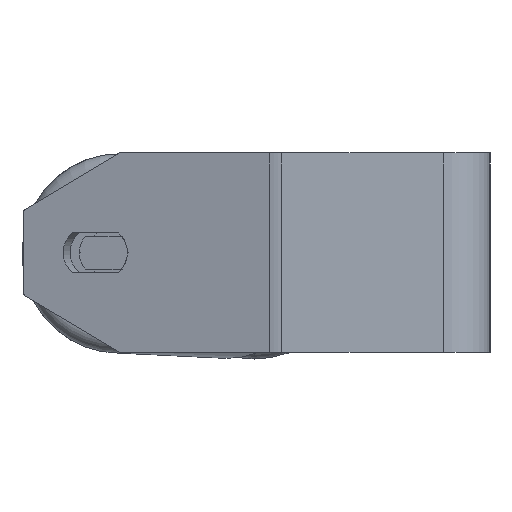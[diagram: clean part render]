
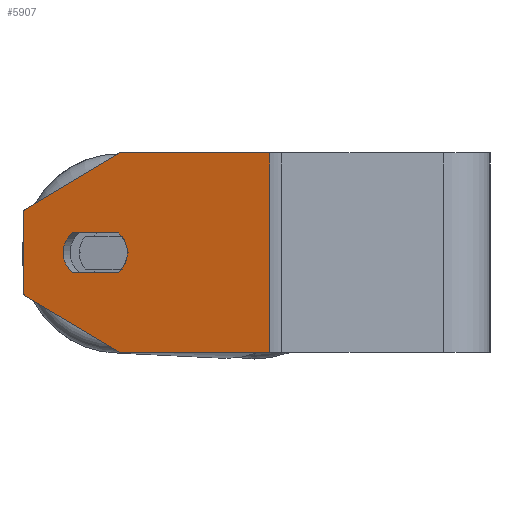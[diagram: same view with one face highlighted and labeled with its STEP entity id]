
A CAD part, left-side view. The second image highlights one B-rep face of the part: STEP entity #5907.
In plain terms, the highlighted planar face has unit normal (-0.966, 0.259, 0).
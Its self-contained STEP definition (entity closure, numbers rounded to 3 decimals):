
#48 = ORIENTED_EDGE ( 'NONE', *, *, #5622, .F. ) ;
#80 = CIRCLE ( 'NONE', #3250, 7.5 ) ;
#217 = VERTEX_POINT ( 'NONE', #3890 ) ;
#222 = VERTEX_POINT ( 'NONE', #6902 ) ;
#390 = DIRECTION ( 'NONE',  ( -0.259, -0.966, 0. ) ) ;
#409 = CARTESIAN_POINT ( 'NONE',  ( -259.523, 66.316, 30. ) ) ;
#417 = FACE_OUTER_BOUND ( 'NONE', #5725, .T. ) ;
#458 = CARTESIAN_POINT ( 'NONE',  ( -239.644, 140.506, 30. ) ) ;
#465 = EDGE_CURVE ( 'NONE', #619, #4208, #3088, .T. ) ;
#516 = CARTESIAN_POINT ( 'NONE',  ( -247.409, 111.528, -30. ) ) ;
#517 = CIRCLE ( 'NONE', #2039, 7.5 ) ;
#547 = VECTOR ( 'NONE', #7471, 1000. ) ;
#618 = VECTOR ( 'NONE', #8094, 1000. ) ;
#619 = VERTEX_POINT ( 'NONE', #5913 ) ;
#805 = ORIENTED_EDGE ( 'NONE', *, *, #465, .F. ) ;
#904 = VERTEX_POINT ( 'NONE', #516 ) ;
#1040 = ORIENTED_EDGE ( 'NONE', *, *, #4013, .T. ) ;
#1075 = DIRECTION ( 'NONE',  ( -0.966, 0.259, 0. ) ) ;
#1106 = DIRECTION ( 'NONE',  ( 0., 0., -1. ) ) ;
#1180 = LINE ( 'NONE', #5888, #3579 ) ;
#1429 = DIRECTION ( 'NONE',  ( -0.259, -0.966, 0. ) ) ;
#1497 = ORIENTED_EDGE ( 'NONE', *, *, #2868, .F. ) ;
#1565 = VECTOR ( 'NONE', #5288, 1000. ) ;
#1617 = VERTEX_POINT ( 'NONE', #7455 ) ;
#1641 = CARTESIAN_POINT ( 'NONE',  ( -239.644, 140.506, 12.679 ) ) ;
#1647 = CARTESIAN_POINT ( 'NONE',  ( -247.409, 111.528, -30. ) ) ;
#1794 = VERTEX_POINT ( 'NONE', #2853 ) ;
#1801 = CARTESIAN_POINT ( 'NONE',  ( -259.523, 66.316, 30. ) ) ;
#1944 = DIRECTION ( 'NONE',  ( -0.966, 0.259, 0. ) ) ;
#2033 = EDGE_CURVE ( 'NONE', #8145, #8116, #4466, .T. ) ;
#2039 = AXIS2_PLACEMENT_3D ( 'NONE', #8364, #1944, #3956 ) ;
#2132 = LINE ( 'NONE', #3381, #1565 ) ;
#2369 = VECTOR ( 'NONE', #8125, 1000. ) ;
#2451 = ORIENTED_EDGE ( 'NONE', *, *, #3743, .F. ) ;
#2729 = EDGE_CURVE ( 'NONE', #904, #8116, #2132, .T. ) ;
#2834 = VECTOR ( 'NONE', #2928, 1000. ) ;
#2853 = CARTESIAN_POINT ( 'NONE',  ( -247.409, 111.528, 30. ) ) ;
#2868 = EDGE_CURVE ( 'NONE', #222, #1617, #5476, .T. ) ;
#2917 = LINE ( 'NONE', #5511, #547 ) ;
#2928 = DIRECTION ( 'NONE',  ( -0.259, -0.966, 0. ) ) ;
#2931 = CARTESIAN_POINT ( 'NONE',  ( -247.279, 112.011, 6. ) ) ;
#2971 = VECTOR ( 'NONE', #6274, 1000. ) ;
#3088 = CIRCLE ( 'NONE', #4692, 7.5 ) ;
#3137 = CARTESIAN_POINT ( 'NONE',  ( -246.114, 116.358, 0. ) ) ;
#3250 = AXIS2_PLACEMENT_3D ( 'NONE', #7296, #3424, #1429 ) ;
#3253 = AXIS2_PLACEMENT_3D ( 'NONE', #458, #8134, #6806 ) ;
#3381 = CARTESIAN_POINT ( 'NONE',  ( -239.644, 140.506, -30. ) ) ;
#3384 = ORIENTED_EDGE ( 'NONE', *, *, #8332, .F. ) ;
#3424 = DIRECTION ( 'NONE',  ( -0.966, 0.259, 0. ) ) ;
#3579 = VECTOR ( 'NONE', #5255, 1000. ) ;
#3602 = EDGE_LOOP ( 'NONE', ( #8433, #48, #1497, #2451, #805 ) ) ;
#3641 = VECTOR ( 'NONE', #1106, 1000. ) ;
#3743 = EDGE_CURVE ( 'NONE', #4208, #222, #80, .T. ) ;
#3745 = CARTESIAN_POINT ( 'NONE',  ( -248.056, 109.113, 0. ) ) ;
#3890 = CARTESIAN_POINT ( 'NONE',  ( -239.644, 140.506, 12.679 ) ) ;
#3956 = DIRECTION ( 'NONE',  ( 0.259, 0.966, 0. ) ) ;
#4013 = EDGE_CURVE ( 'NONE', #1794, #217, #5732, .T. ) ;
#4187 = EDGE_CURVE ( 'NONE', #4462, #619, #6261, .T. ) ;
#4208 = VERTEX_POINT ( 'NONE', #3745 ) ;
#4462 = VERTEX_POINT ( 'NONE', #7107 ) ;
#4466 = LINE ( 'NONE', #1801, #3641 ) ;
#4692 = AXIS2_PLACEMENT_3D ( 'NONE', #3137, #1075, #390 ) ;
#5203 = ORIENTED_EDGE ( 'NONE', *, *, #6385, .T. ) ;
#5255 = DIRECTION ( 'NONE',  ( 0., 0., -1. ) ) ;
#5288 = DIRECTION ( 'NONE',  ( -0.259, -0.966, 0. ) ) ;
#5476 = LINE ( 'NONE', #2931, #618 ) ;
#5511 = CARTESIAN_POINT ( 'NONE',  ( -239.644, 140.506, 30. ) ) ;
#5546 = ORIENTED_EDGE ( 'NONE', *, *, #2729, .T. ) ;
#5591 = CARTESIAN_POINT ( 'NONE',  ( -239.644, 140.506, -12.679 ) ) ;
#5622 = EDGE_CURVE ( 'NONE', #1617, #4462, #517, .T. ) ;
#5655 = CARTESIAN_POINT ( 'NONE',  ( -247.279, 112.011, -6. ) ) ;
#5725 = EDGE_LOOP ( 'NONE', ( #5203, #8206, #5546, #7567, #3384, #1040 ) ) ;
#5732 = LINE ( 'NONE', #1641, #2971 ) ;
#5888 = CARTESIAN_POINT ( 'NONE',  ( -239.644, 140.506, 30. ) ) ;
#5907 = ADVANCED_FACE ( 'NONE', ( #6286, #417 ), #6988, .F. ) ;
#5913 = CARTESIAN_POINT ( 'NONE',  ( -247.279, 112.011, -6. ) ) ;
#6261 = LINE ( 'NONE', #5655, #2834 ) ;
#6274 = DIRECTION ( 'NONE',  ( 0.224, 0.837, -0.5 ) ) ;
#6286 = FACE_BOUND ( 'NONE', #3602, .T. ) ;
#6385 = EDGE_CURVE ( 'NONE', #217, #7024, #1180, .T. ) ;
#6798 = LINE ( 'NONE', #1647, #2369 ) ;
#6806 = DIRECTION ( 'NONE',  ( 0.259, 0.966, 0. ) ) ;
#6902 = CARTESIAN_POINT ( 'NONE',  ( -247.279, 112.011, 6. ) ) ;
#6988 = PLANE ( 'NONE',  #3253 ) ;
#7024 = VERTEX_POINT ( 'NONE', #5591 ) ;
#7107 = CARTESIAN_POINT ( 'NONE',  ( -243.656, 125.534, -6. ) ) ;
#7296 = CARTESIAN_POINT ( 'NONE',  ( -246.114, 116.358, 0. ) ) ;
#7455 = CARTESIAN_POINT ( 'NONE',  ( -243.656, 125.534, 6. ) ) ;
#7471 = DIRECTION ( 'NONE',  ( -0.259, -0.966, 0. ) ) ;
#7509 = CARTESIAN_POINT ( 'NONE',  ( -259.523, 66.316, -30. ) ) ;
#7567 = ORIENTED_EDGE ( 'NONE', *, *, #2033, .F. ) ;
#8094 = DIRECTION ( 'NONE',  ( 0.259, 0.966, 0. ) ) ;
#8116 = VERTEX_POINT ( 'NONE', #7509 ) ;
#8125 = DIRECTION ( 'NONE',  ( -0.224, -0.837, -0.5 ) ) ;
#8134 = DIRECTION ( 'NONE',  ( 0.966, -0.259, 0. ) ) ;
#8145 = VERTEX_POINT ( 'NONE', #409 ) ;
#8206 = ORIENTED_EDGE ( 'NONE', *, *, #8266, .T. ) ;
#8266 = EDGE_CURVE ( 'NONE', #7024, #904, #6798, .T. ) ;
#8332 = EDGE_CURVE ( 'NONE', #1794, #8145, #2917, .T. ) ;
#8364 = CARTESIAN_POINT ( 'NONE',  ( -244.82, 121.187, 0. ) ) ;
#8433 = ORIENTED_EDGE ( 'NONE', *, *, #4187, .F. ) ;
